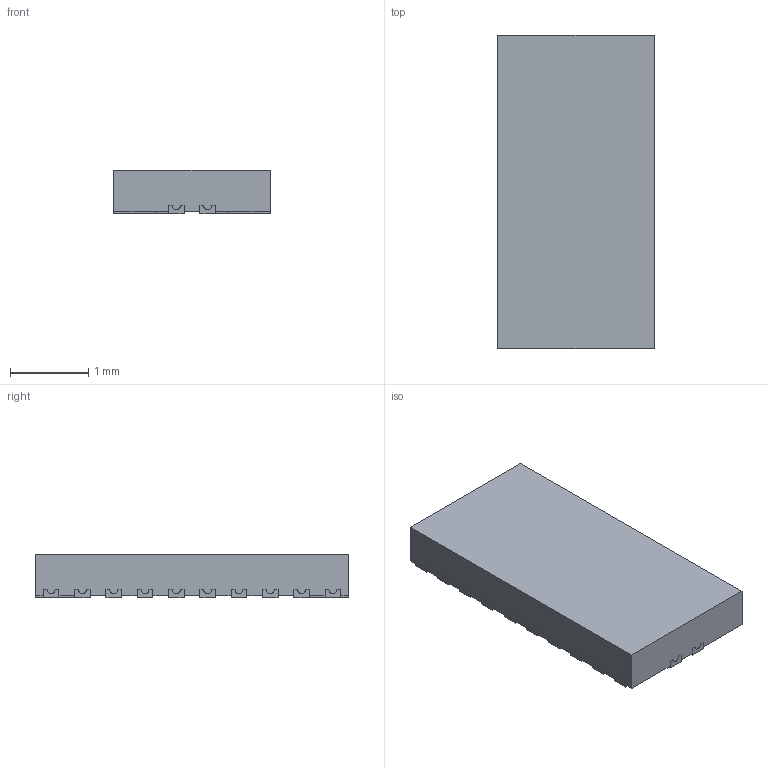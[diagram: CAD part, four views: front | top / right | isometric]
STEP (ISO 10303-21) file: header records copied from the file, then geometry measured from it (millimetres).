
FILE_DESCRIPTION((''),'2;1');
FILE_NAME('RJW0024A_ASM','2017-09-28T15:01:25',('a0412086'),(''),'CREO PARAMETRIC BY PTC INC, 2017110','CREO PARAMETRIC BY PTC INC, 2017110','');
FILE_SCHEMA(('AUTOMOTIVE_DESIGN { 1 0 10303 214 1 1 1 1 }'));
Length unit declared in the file: millimetre
Products named in the file (4): FRAME-RJW0024A; BODY-QFN; PIN1-ID; RJW0024A_ASM
Assembly tree (3 placements, depth 2):
  RJW0024A_ASM
    FRAME-RJW0024A
    BODY-QFN
    PIN1-ID
Bounding box: 2 x 4 x 0.55 mm (x, y, z)
Volume: 4.3 mm3; surface area: 35.9 mm2
Topology: 25 solids, 25 shells, 344 faces, 882 edges, 588 vertices
Faces by surface type: plane 296, cylinder 48
Entity records: 13640 total; most frequent: CARTESIAN_POINT 1864, ORIENTED_EDGE 1764, DIRECTION 1732, PRESENTATION_STYLE_ASSIGNMENT 931, STYLED_ITEM 907, CURVE_STYLE 882, EDGE_CURVE 882, VECTOR 786
